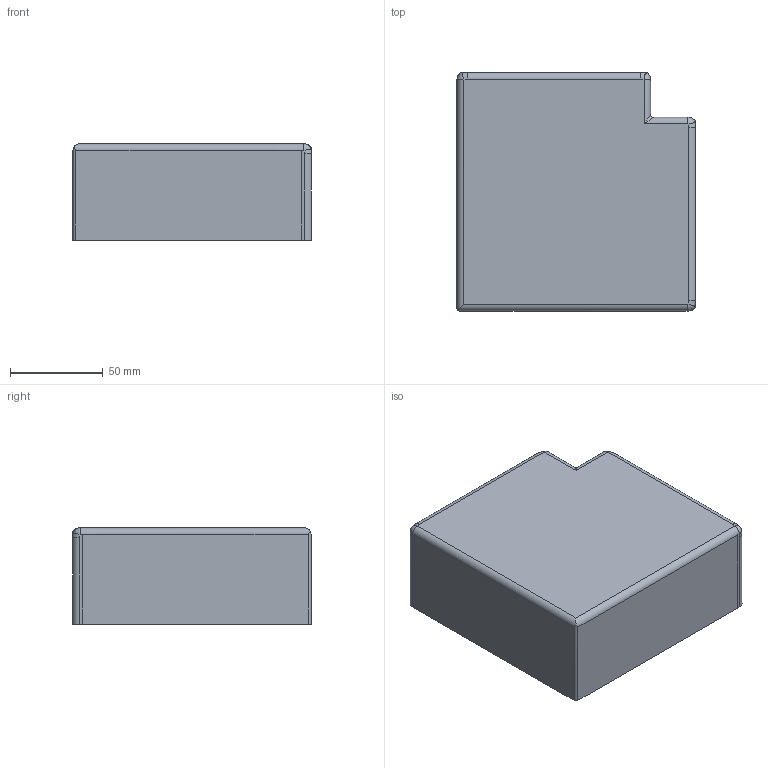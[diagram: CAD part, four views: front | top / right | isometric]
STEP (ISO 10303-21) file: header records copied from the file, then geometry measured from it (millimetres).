
FILE_DESCRIPTION(('CATIA V5 STEP Exchange','CAx-IF Rec.Pracs.--- Model Styling and Organization---1.4--- 2014-01-23'),'2;1');
FILE_NAME('638013.stp','2020-01-03T09:56:39+00:00',('none'),('none'),'CATIA Version 5-6 Release 2017 SP3','CATIA V5 STEP AP214','none');
FILE_SCHEMA(('AUTOMOTIVE_DESIGN { 1 0 10303 214 1 1 1 1 }'));
Length unit declared in the file: millimetre
Products named in the file (1): 638013
Bounding box: 128.09 x 128.09 x 51.8 mm (x, y, z)
Volume: 58121.7 mm3; surface area: 61853.9 mm2
Topology: 1 solids, 1 shells, 51 faces, 122 edges, 71 vertices
Faces by surface type: plane 20, cylinder 17, bspline 14
Entity records: 3149 total; most frequent: CARTESIAN_POINT 2124, ORIENTED_EDGE 240, DIRECTION 136, EDGE_CURVE 120, VERTEX_POINT 71, VECTOR 67, LINE 67, ADVANCED_FACE 51
